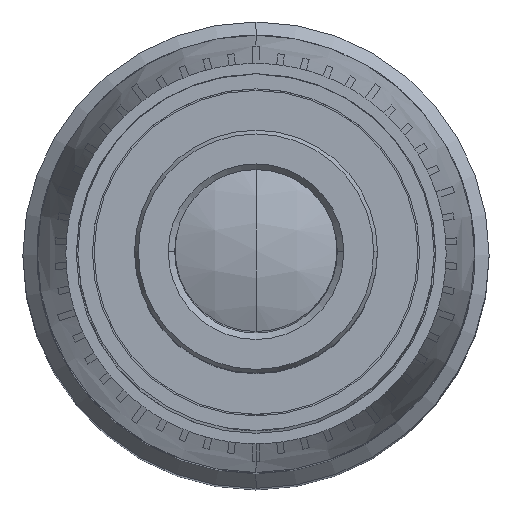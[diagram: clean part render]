
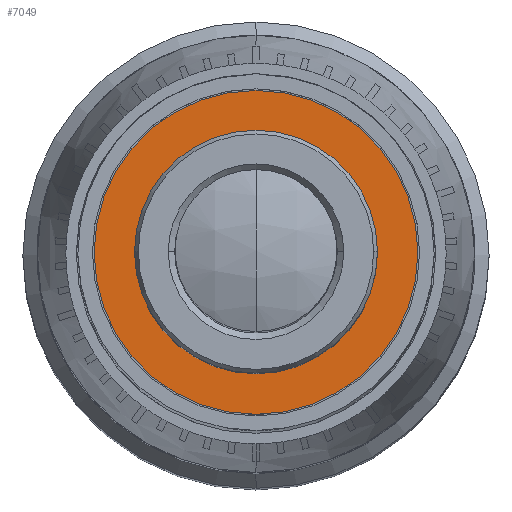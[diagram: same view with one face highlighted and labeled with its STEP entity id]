
A CAD part, top view. The second image highlights one B-rep face of the part: STEP entity #7049.
In plain terms, the highlighted planar face has unit normal (0, 0, 1).
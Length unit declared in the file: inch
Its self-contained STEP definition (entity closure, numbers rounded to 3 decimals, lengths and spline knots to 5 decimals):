
#3930 = AXIS2_PLACEMENT_3D ( 'NONE', #21441, #52366, #25881 ) ;
#4377 = CARTESIAN_POINT ( 'NONE',  ( 0.25, 0., 1.07165 ) ) ;
#6300 = CARTESIAN_POINT ( 'NONE',  ( 0., 0.25, 1.07165 ) ) ;
#7049 = ADVANCED_FACE ( 'NONE', ( #14777, #44443 ), #10573, .F. ) ;
#7365 = ORIENTED_EDGE ( 'NONE', *, *, #22879, .T. ) ;
#9638 = AXIS2_PLACEMENT_3D ( 'NONE', #50572, #24123, #55014 ) ;
#10573 = PLANE ( 'NONE',  #56282 ) ;
#10765 = DIRECTION ( 'NONE',  ( -1., 0., 0. ) ) ;
#14777 = FACE_BOUND ( 'NONE', #24790, .T. ) ;
#17067 = EDGE_CURVE ( 'NONE', #51583, #35140, #29588, .T. ) ;
#17362 = CARTESIAN_POINT ( 'NONE',  ( 0., 0., 1.07165 ) ) ;
#19770 = DIRECTION ( 'NONE',  ( 0., 0., 1. ) ) ;
#19986 = VERTEX_POINT ( 'NONE', #47223 ) ;
#20963 = ORIENTED_EDGE ( 'NONE', *, *, #29599, .T. ) ;
#21441 = CARTESIAN_POINT ( 'NONE',  ( 0., 0., 1.07165 ) ) ;
#21795 = DIRECTION ( 'NONE',  ( 1., 0., 0. ) ) ;
#22392 = CIRCLE ( 'NONE', #23417, 0.1825 ) ;
#22879 = EDGE_CURVE ( 'NONE', #19986, #55742, #31882, .T. ) ;
#23417 = AXIS2_PLACEMENT_3D ( 'NONE', #46280, #19770, #50714 ) ;
#24123 = DIRECTION ( 'NONE',  ( 0., 0., 1. ) ) ;
#24790 = EDGE_LOOP ( 'NONE', ( #29930, #35336 ) ) ;
#25881 = DIRECTION ( 'NONE',  ( 1., 0., 0. ) ) ;
#27430 = CIRCLE ( 'NONE', #9638, 0.25 ) ;
#29588 = CIRCLE ( 'NONE', #3930, 0.1825 ) ;
#29599 = EDGE_CURVE ( 'NONE', #55742, #19986, #27430, .T. ) ;
#29930 = ORIENTED_EDGE ( 'NONE', *, *, #32576, .F. ) ;
#31882 = CIRCLE ( 'NONE', #50896, 0.25 ) ;
#32576 = EDGE_CURVE ( 'NONE', #35140, #51583, #22392, .T. ) ;
#35140 = VERTEX_POINT ( 'NONE', #43261 ) ;
#35153 = CARTESIAN_POINT ( 'NONE',  ( -0.1825, 0., 1.07165 ) ) ;
#35336 = ORIENTED_EDGE ( 'NONE', *, *, #17067, .F. ) ;
#37157 = DIRECTION ( 'NONE',  ( 0., 0., -1. ) ) ;
#43261 = CARTESIAN_POINT ( 'NONE',  ( 0.1825, 0., 1.07165 ) ) ;
#44443 = FACE_OUTER_BOUND ( 'NONE', #55675, .T. ) ;
#46280 = CARTESIAN_POINT ( 'NONE',  ( 0., 0., 1.07165 ) ) ;
#47223 = CARTESIAN_POINT ( 'NONE',  ( -0.25, 0., 1.07165 ) ) ;
#48256 = DIRECTION ( 'NONE',  ( 0., 0., 1. ) ) ;
#50572 = CARTESIAN_POINT ( 'NONE',  ( 0., 0., 1.07165 ) ) ;
#50714 = DIRECTION ( 'NONE',  ( 1., 0., 0. ) ) ;
#50896 = AXIS2_PLACEMENT_3D ( 'NONE', #17362, #48256, #21795 ) ;
#51583 = VERTEX_POINT ( 'NONE', #35153 ) ;
#52366 = DIRECTION ( 'NONE',  ( 0., 0., 1. ) ) ;
#55014 = DIRECTION ( 'NONE',  ( 1., 0., 0. ) ) ;
#55675 = EDGE_LOOP ( 'NONE', ( #20963, #7365 ) ) ;
#55742 = VERTEX_POINT ( 'NONE', #4377 ) ;
#56282 = AXIS2_PLACEMENT_3D ( 'NONE', #6300, #37157, #10765 ) ;
